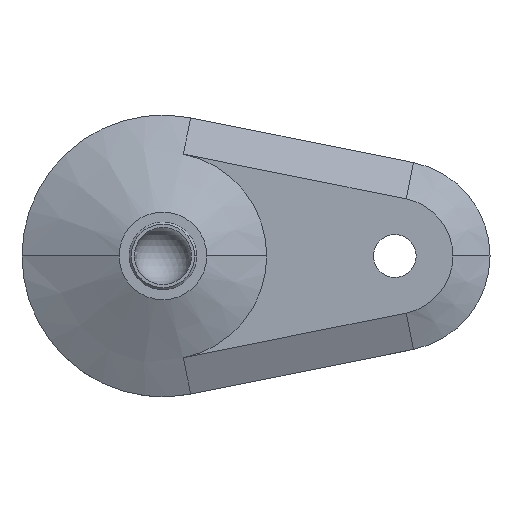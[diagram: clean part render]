
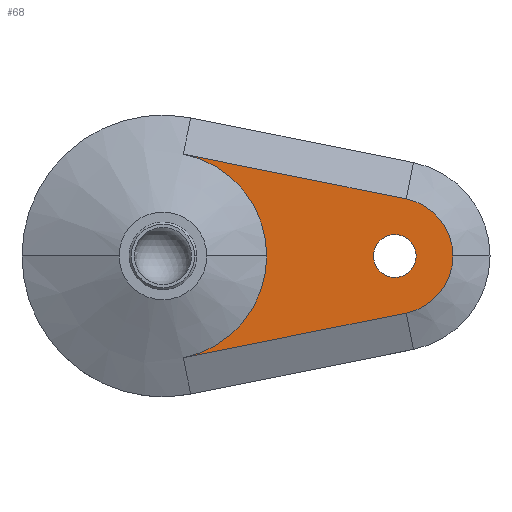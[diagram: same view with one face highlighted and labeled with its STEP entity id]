
A CAD part, top view. The second image highlights one B-rep face of the part: STEP entity #68.
In plain terms, the highlighted planar face has unit normal (0, 0, 1).
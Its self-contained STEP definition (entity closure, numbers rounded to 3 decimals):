
#68=ADVANCED_FACE('',(#142,#143),#144,.T.);
#142=FACE_BOUND('',#223,.T.);
#143=FACE_OUTER_BOUND('',#224,.T.);
#144=PLANE('',#225);
#223=EDGE_LOOP('',(#352,#353,#354));
#224=EDGE_LOOP('',(#355,#356,#357,#358,#359,#360));
#225=AXIS2_PLACEMENT_3D('',#361,#362,#363);
#352=ORIENTED_EDGE('',*,*,#499,.T.);
#353=ORIENTED_EDGE('',*,*,#519,.T.);
#354=ORIENTED_EDGE('',*,*,#500,.T.);
#355=ORIENTED_EDGE('',*,*,#511,.F.);
#356=ORIENTED_EDGE('',*,*,#505,.F.);
#357=ORIENTED_EDGE('',*,*,#514,.F.);
#358=ORIENTED_EDGE('',*,*,#516,.F.);
#359=ORIENTED_EDGE('',*,*,#490,.F.);
#360=ORIENTED_EDGE('',*,*,#520,.F.);
#361=CARTESIAN_POINT('',(40.545,0.,10.0));
#362=DIRECTION('',(0.0,0.0,1.0));
#363=DIRECTION('',(1.0,0.0,0.0));
#490=EDGE_CURVE('',#583,#585,#586,.T.);
#499=EDGE_CURVE('',#601,#598,#602,.T.);
#500=EDGE_CURVE('',#603,#601,#604,.T.);
#505=EDGE_CURVE('',#609,#611,#612,.T.);
#511=EDGE_CURVE('',#611,#618,#621,.T.);
#514=EDGE_CURVE('',#623,#609,#625,.T.);
#516=EDGE_CURVE('',#585,#623,#627,.T.);
#519=EDGE_CURVE('',#598,#603,#630,.T.);
#520=EDGE_CURVE('',#618,#583,#631,.T.);
#583=VERTEX_POINT('',#705);
#585=VERTEX_POINT('',#708);
#586=CIRCLE('',#709,29.115);
#598=VERTEX_POINT('',#724);
#601=VERTEX_POINT('',#728);
#602=CIRCLE('',#729,6.0);
#603=VERTEX_POINT('',#730);
#604=CIRCLE('',#731,6.0);
#609=VERTEX_POINT('',#737);
#611=VERTEX_POINT('',#740);
#612=CIRCLE('',#741,16.315);
#618=VERTEX_POINT('',#748);
#621=LINE('',#753,#754);
#623=VERTEX_POINT('',#756);
#625=CIRCLE('',#759,16.315);
#627=LINE('',#761,#762);
#630=CIRCLE('',#766,6.0);
#631=CIRCLE('',#767,29.115);
#705=CARTESIAN_POINT('',(29.115,0.,10.0));
#708=CARTESIAN_POINT('',(5.733,28.545,10.0));
#709=AXIS2_PLACEMENT_3D('',#836,#837,#838);
#724=CARTESIAN_POINT('',(65.,-6.,10.0));
#728=CARTESIAN_POINT('',(71.,0.,10.0));
#729=AXIS2_PLACEMENT_3D('',#849,#850,#851);
#730=CARTESIAN_POINT('',(65.,6.,10.0));
#731=AXIS2_PLACEMENT_3D('',#852,#853,#854);
#737=CARTESIAN_POINT('',(81.315,0.,10.0));
#740=CARTESIAN_POINT('',(68.213,-15.996,10.0));
#741=AXIS2_PLACEMENT_3D('',#860,#861,#862);
#748=CARTESIAN_POINT('',(5.733,-28.545,10.0));
#753=CARTESIAN_POINT('',(56.459,-18.357,10.0));
#754=VECTOR('',#869,1.0);
#756=CARTESIAN_POINT('',(68.213,15.996,10.0));
#759=AXIS2_PLACEMENT_3D('',#871,#872,#873);
#761=CARTESIAN_POINT('',(25.22,24.631,10.0));
#762=VECTOR('',#874,1.0);
#766=AXIS2_PLACEMENT_3D('',#876,#877,#878);
#767=AXIS2_PLACEMENT_3D('',#879,#880,#881);
#836=CARTESIAN_POINT('',(0.0,0.0,10.0));
#837=DIRECTION('',(0.0,0.0,1.0));
#838=DIRECTION('',(-1.0,0.,0.0));
#849=CARTESIAN_POINT('',(65.,0.,10.0));
#850=DIRECTION('',(0.0,0.0,-1.0));
#851=DIRECTION('',(0.0,-1.0,0.0));
#852=CARTESIAN_POINT('',(65.,0.,10.0));
#853=DIRECTION('',(0.0,0.0,-1.0));
#854=DIRECTION('',(0.0,-1.0,0.0));
#860=CARTESIAN_POINT('',(65.,0.,10.0));
#861=DIRECTION('',(0.0,0.0,-1.0));
#862=DIRECTION('',(1.0,0.0,0.0));
#869=DIRECTION('',(-0.98,-0.197,0.0));
#871=CARTESIAN_POINT('',(65.,0.,10.0));
#872=DIRECTION('',(0.0,0.0,-1.0));
#873=DIRECTION('',(1.0,0.0,0.0));
#874=DIRECTION('',(0.98,-0.197,0.0));
#876=CARTESIAN_POINT('',(65.,0.,10.0));
#877=DIRECTION('',(0.0,0.0,-1.0));
#878=DIRECTION('',(0.0,-1.0,0.0));
#879=CARTESIAN_POINT('',(0.0,0.0,10.0));
#880=DIRECTION('',(0.0,0.0,1.0));
#881=DIRECTION('',(-1.0,0.,0.0));
